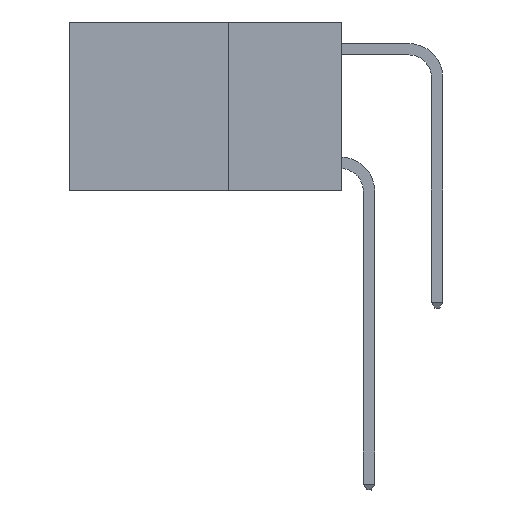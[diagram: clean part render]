
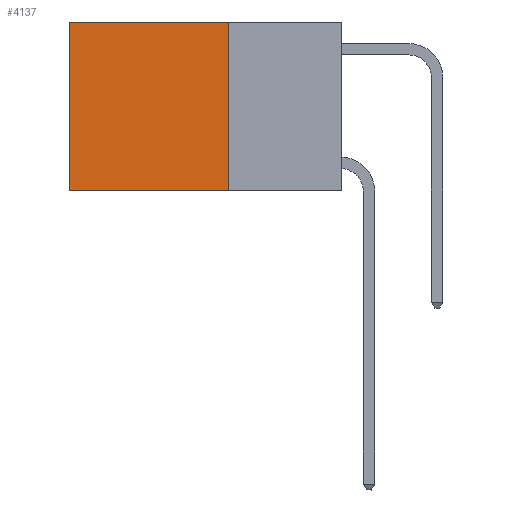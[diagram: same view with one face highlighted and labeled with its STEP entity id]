
A CAD part, left-side view. The second image highlights one B-rep face of the part: STEP entity #4137.
In plain terms, the highlighted planar face has unit normal (-1, 0, 0).
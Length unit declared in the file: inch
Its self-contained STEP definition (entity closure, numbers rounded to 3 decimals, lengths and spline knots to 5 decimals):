
#190 = ORIENTED_EDGE ( 'NONE', *, *, #9205, .F. ) ;
#804 = VECTOR ( 'NONE', #5670, 39.37008 ) ;
#1213 = CARTESIAN_POINT ( 'NONE',  ( 0.2625, 0.6, -0.37 ) ) ;
#1671 = CARTESIAN_POINT ( 'NONE',  ( 0.2625, 0.25, 0. ) ) ;
#1765 = CARTESIAN_POINT ( 'NONE',  ( 0.2625, 0.6, 0. ) ) ;
#2008 = VERTEX_POINT ( 'NONE', #1213 ) ;
#3483 = PLANE ( 'NONE',  #12615 ) ;
#3506 = FACE_OUTER_BOUND ( 'NONE', #11619, .T. ) ;
#3828 = DIRECTION ( 'NONE',  ( 0., 0., -1. ) ) ;
#3899 = CARTESIAN_POINT ( 'NONE',  ( 0.2625, 0.25, -0.37 ) ) ;
#4137 = ADVANCED_FACE ( 'NONE', ( #3506 ), #3483, .F. ) ;
#4149 = LINE ( 'NONE', #3899, #11587 ) ;
#5215 = VECTOR ( 'NONE', #5527, 39.37008 ) ;
#5455 = DIRECTION ( 'NONE',  ( 0., 0., -1. ) ) ;
#5527 = DIRECTION ( 'NONE',  ( 0., 0., -1. ) ) ;
#5670 = DIRECTION ( 'NONE',  ( 0., 1., 0. ) ) ;
#5854 = LINE ( 'NONE', #1765, #8429 ) ;
#7161 = CARTESIAN_POINT ( 'NONE',  ( 0.2625, 0.25, -0.37 ) ) ;
#7339 = CARTESIAN_POINT ( 'NONE',  ( 0.2625, 0.6, 0. ) ) ;
#7449 = CARTESIAN_POINT ( 'NONE',  ( 0.2625, 0.25, 0. ) ) ;
#7462 = EDGE_CURVE ( 'NONE', #8686, #10167, #8747, .T. ) ;
#7505 = EDGE_CURVE ( 'NONE', #10167, #2008, #5854, .T. ) ;
#7810 = LINE ( 'NONE', #7449, #5215 ) ;
#7975 = EDGE_CURVE ( 'NONE', #8686, #10702, #7810, .T. ) ;
#8348 = CARTESIAN_POINT ( 'NONE',  ( 0.2625, 0.25, 0. ) ) ;
#8395 = ORIENTED_EDGE ( 'NONE', *, *, #7975, .F. ) ;
#8429 = VECTOR ( 'NONE', #3828, 39.37008 ) ;
#8686 = VERTEX_POINT ( 'NONE', #10707 ) ;
#8747 = LINE ( 'NONE', #1671, #804 ) ;
#9205 = EDGE_CURVE ( 'NONE', #10702, #2008, #4149, .T. ) ;
#10167 = VERTEX_POINT ( 'NONE', #7339 ) ;
#10702 = VERTEX_POINT ( 'NONE', #7161 ) ;
#10707 = CARTESIAN_POINT ( 'NONE',  ( 0.2625, 0.25, 0. ) ) ;
#11304 = DIRECTION ( 'NONE',  ( 1., 0., 0. ) ) ;
#11587 = VECTOR ( 'NONE', #12604, 39.37008 ) ;
#11619 = EDGE_LOOP ( 'NONE', ( #12755, #190, #8395, #11660 ) ) ;
#11660 = ORIENTED_EDGE ( 'NONE', *, *, #7462, .T. ) ;
#12604 = DIRECTION ( 'NONE',  ( 0., 1., 0. ) ) ;
#12615 = AXIS2_PLACEMENT_3D ( 'NONE', #8348, #11304, #5455 ) ;
#12755 = ORIENTED_EDGE ( 'NONE', *, *, #7505, .T. ) ;
